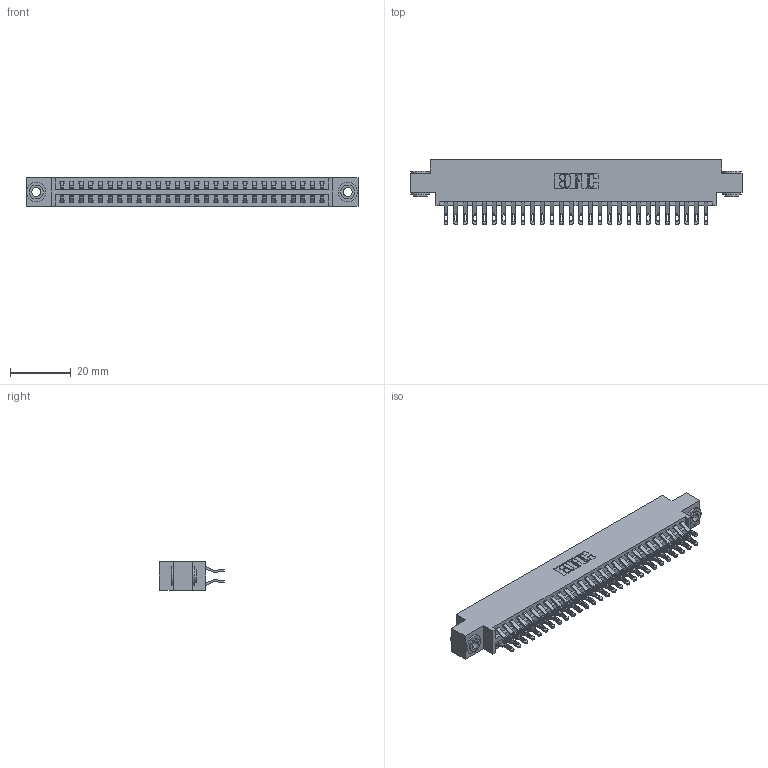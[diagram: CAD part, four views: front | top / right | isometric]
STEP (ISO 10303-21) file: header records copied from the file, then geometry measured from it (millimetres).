
FILE_DESCRIPTION (( 'STEP AP203' ), '1' );
FILE_NAME ('346-056-555-803.STEP', '2022-05-21T06:19:31', ( '' ), ( '' ), 'SwSTEP 2.0', 'SolidWorks 2020', '' );
FILE_SCHEMA (( 'CONFIG_CONTROL_DESIGN' ));
Length unit declared in the file: inch
Products named in the file (4): 345-250-002_345-250-002-102; 346-056-555-803; 345-292-001_555 Tail; 346 Part_0.170 Offset - 0.156 Dia-TH
Assembly tree (59 placements, depth 2):
  346-056-555-803
    346 Part_0.170 Offset - 0.156 Dia-TH
    345-292-001_555 Tail  x56
    345-250-002_345-250-002-102  x2
Bounding box: 109.47 x 21.46 x 9.4 mm (x, y, z)
Volume: 10575.5 mm3; surface area: 15324 mm2
Topology: 59 solids, 59 shells, 3426 faces, 10701 edges, 7130 vertices
Faces by surface type: plane 1952, cylinder 1466, cone 8
Entity records: 21682 total; most frequent: CARTESIAN_POINT 3611, ORIENTED_EDGE 3506, DIRECTION 3231, EDGE_CURVE 1753, VECTOR 1465, LINE 1465, VERTEX_POINT 1166, AXIS2_PLACEMENT_3D 883
